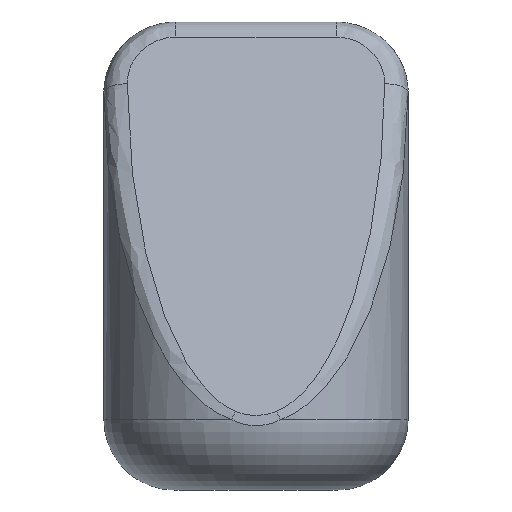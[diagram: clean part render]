
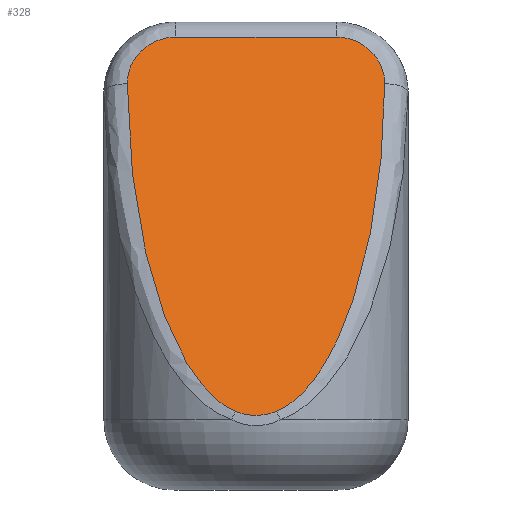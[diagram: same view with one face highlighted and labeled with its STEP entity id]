
A CAD part, front view. The second image highlights one B-rep face of the part: STEP entity #328.
In plain terms, the highlighted planar face has unit normal (0, -0.934, 0.357).
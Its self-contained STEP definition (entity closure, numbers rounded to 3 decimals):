
#2 = CARTESIAN_POINT ( 'NONE',  ( 10., 0., 20. ) ) ;
#8 = ORIENTED_EDGE ( 'NONE', *, *, #704, .T. ) ;
#12 = EDGE_CURVE ( 'NONE', #165, #395, #290, .T. ) ;
#15 =( BOUNDED_CURVE ( )  B_SPLINE_CURVE ( 3, ( #676, #689, #516, #199 ),
 .UNSPECIFIED., .F., .T. ) 
 B_SPLINE_CURVE_WITH_KNOTS ( ( 4, 4 ),
 ( 4.726, 6.123 ),
 .UNSPECIFIED. ) 
 CURVE ( )  GEOMETRIC_REPRESENTATION_ITEM ( )  RATIONAL_B_SPLINE_CURVE ( ( 1., 0.844, 0.844, 1. ) ) 
 REPRESENTATION_ITEM ( '' )  );
#35 = CARTESIAN_POINT ( 'NONE',  ( 4.48, -0.35, 19.084 ) ) ;
#46 = CARTESIAN_POINT ( 'NONE',  ( -5.298, -0.676, 18.231 ) ) ;
#51 = ORIENTED_EDGE ( 'NONE', *, *, #598, .T. ) ;
#52 = CARTESIAN_POINT ( 'NONE',  ( 3.432, -0.246, 19.357 ) ) ;
#55 = VERTEX_POINT ( 'NONE', #579 ) ;
#57 = ORIENTED_EDGE ( 'NONE', *, *, #227, .T. ) ;
#61 = ORIENTED_EDGE ( 'NONE', *, *, #12, .T. ) ;
#64 = EDGE_LOOP ( 'NONE', ( #575, #61, #332, #8, #51, #57 ) ) ;
#67 = CARTESIAN_POINT ( 'NONE',  ( -0.74, -6.386, 3.299 ) ) ;
#70 = B_SPLINE_CURVE_WITH_KNOTS ( 'NONE', 3,
 ( #708, #651, #219, #439, #167, #104, #655, #259, #531, #35, #477, #638, #480, #154, #535, #52 ),
 .UNSPECIFIED., .F., .F.,
 ( 4, 2, 2, 2, 2, 2, 2, 4 ),
 ( 0., 0., 0.001, 0.002, 0.002, 0.002, 0.003, 0.003 ),
 .UNSPECIFIED. ) ;
#91 = CARTESIAN_POINT ( 'NONE',  ( -3.985, -0.267, 19.301 ) ) ;
#102 = CARTESIAN_POINT ( 'NONE',  ( -5.499, -1.011, 17.357 ) ) ;
#104 = CARTESIAN_POINT ( 'NONE',  ( 5.247, -0.631, 18.351 ) ) ;
#119 = EDGE_CURVE ( 'NONE', #236, #165, #15, .T. ) ;
#131 = DIRECTION ( 'NONE',  ( -1., 0., 0. ) ) ;
#143 = VERTEX_POINT ( 'NONE', #467 ) ;
#154 = CARTESIAN_POINT ( 'NONE',  ( 3.707, -0.251, 19.343 ) ) ;
#159 = CARTESIAN_POINT ( 'NONE',  ( -5.002, -0.511, 18.664 ) ) ;
#165 = VERTEX_POINT ( 'NONE', #592 ) ;
#167 = CARTESIAN_POINT ( 'NONE',  ( 5.398, -0.767, 17.994 ) ) ;
#168 = CARTESIAN_POINT ( 'NONE',  ( -4.483, -0.351, 19.082 ) ) ;
#185 = CARTESIAN_POINT ( 'NONE',  ( -0.151, -6.427, 3.191 ) ) ;
#199 = CARTESIAN_POINT ( 'NONE',  ( -0.878, -6.363, 3.357 ) ) ;
#214 = CARTESIAN_POINT ( 'NONE',  ( -5.437, -0.816, 17.866 ) ) ;
#219 = CARTESIAN_POINT ( 'NONE',  ( 5.488, -0.912, 17.615 ) ) ;
#221 = CARTESIAN_POINT ( 'NONE',  ( 5.499, -1.011, 17.357 ) ) ;
#224 = CARTESIAN_POINT ( 'NONE',  ( 3.636, -5.917, 4.524 ) ) ;
#227 = EDGE_CURVE ( 'NONE', #269, #236, #657, .T. ) ;
#231 = CARTESIAN_POINT ( 'NONE',  ( 0.878, -6.363, 3.357 ) ) ;
#236 = VERTEX_POINT ( 'NONE', #102 ) ;
#245 = CARTESIAN_POINT ( 'NONE',  ( 0.149, -6.427, 3.191 ) ) ;
#259 = CARTESIAN_POINT ( 'NONE',  ( 4.811, -0.439, 18.851 ) ) ;
#261 = CARTESIAN_POINT ( 'NONE',  ( -5.5, -0.961, 17.487 ) ) ;
#269 = VERTEX_POINT ( 'NONE', #669 ) ;
#272 = CARTESIAN_POINT ( 'NONE',  ( -5.488, -0.912, 17.615 ) ) ;
#276 = DIRECTION ( 'NONE',  ( 0., -0.357, -0.934 ) ) ;
#280 = CARTESIAN_POINT ( 'NONE',  ( 0.878, -6.363, 3.357 ) ) ;
#290 = B_SPLINE_CURVE_WITH_KNOTS ( 'NONE', 3,
 ( #466, #67, #299, #569, #185, #245, #616, #304, #295, #683 ),
 .UNSPECIFIED., .F., .F.,
 ( 4, 2, 2, 2, 4 ),
 ( 0., 0., 0.001, 0.001, 0.002 ),
 .UNSPECIFIED. ) ;
#295 = CARTESIAN_POINT ( 'NONE',  ( 0.74, -6.386, 3.299 ) ) ;
#299 = CARTESIAN_POINT ( 'NONE',  ( -0.597, -6.401, 3.258 ) ) ;
#304 = CARTESIAN_POINT ( 'NONE',  ( 0.594, -6.402, 3.258 ) ) ;
#324 = EDGE_CURVE ( 'NONE', #395, #143, #440, .T. ) ;
#328 = ADVANCED_FACE ( 'NONE', ( #446 ), #663, .T. ) ;
#332 = ORIENTED_EDGE ( 'NONE', *, *, #324, .T. ) ;
#375 = CARTESIAN_POINT ( 'NONE',  ( -5.235, -0.633, 18.345 ) ) ;
#382 = CARTESIAN_POINT ( 'NONE',  ( -4.708, -0.408, 18.934 ) ) ;
#394 = CARTESIAN_POINT ( 'NONE',  ( 5.461, -3.803, 10.053 ) ) ;
#395 = VERTEX_POINT ( 'NONE', #280 ) ;
#439 = CARTESIAN_POINT ( 'NONE',  ( 5.437, -0.815, 17.869 ) ) ;
#440 =( BOUNDED_CURVE ( )  B_SPLINE_CURVE ( 3, ( #231, #224, #394, #221 ),
 .UNSPECIFIED., .F., .F. ) 
 B_SPLINE_CURVE_WITH_KNOTS ( ( 4, 4 ),
 ( 0.16, 1.557 ),
 .UNSPECIFIED. ) 
 CURVE ( )  GEOMETRIC_REPRESENTATION_ITEM ( )  RATIONAL_B_SPLINE_CURVE ( ( 1., 0.844, 0.844, 1. ) ) 
 REPRESENTATION_ITEM ( '' )  );
#441 = DIRECTION ( 'NONE',  ( 0., -0.934, 0.357 ) ) ;
#446 = FACE_OUTER_BOUND ( 'NONE', #64, .T. ) ;
#458 = CARTESIAN_POINT ( 'NONE',  ( 10., -0.246, 19.357 ) ) ;
#466 = CARTESIAN_POINT ( 'NONE',  ( -0.878, -6.363, 3.357 ) ) ;
#467 = CARTESIAN_POINT ( 'NONE',  ( 5.499, -1.011, 17.357 ) ) ;
#477 = CARTESIAN_POINT ( 'NONE',  ( 4.361, -0.326, 19.147 ) ) ;
#480 = CARTESIAN_POINT ( 'NONE',  ( 3.975, -0.271, 19.29 ) ) ;
#489 = CARTESIAN_POINT ( 'NONE',  ( -4.361, -0.326, 19.146 ) ) ;
#491 = CARTESIAN_POINT ( 'NONE',  ( -5.499, -1.011, 17.357 ) ) ;
#516 = CARTESIAN_POINT ( 'NONE',  ( -3.636, -5.917, 4.524 ) ) ;
#531 = CARTESIAN_POINT ( 'NONE',  ( 4.706, -0.407, 18.936 ) ) ;
#535 = CARTESIAN_POINT ( 'NONE',  ( 3.571, -0.246, 19.357 ) ) ;
#543 = CARTESIAN_POINT ( 'NONE',  ( -5.088, -0.55, 18.561 ) ) ;
#569 = CARTESIAN_POINT ( 'NONE',  ( -0.303, -6.422, 3.204 ) ) ;
#575 = ORIENTED_EDGE ( 'NONE', *, *, #119, .T. ) ;
#579 = CARTESIAN_POINT ( 'NONE',  ( 3.432, -0.246, 19.357 ) ) ;
#580 = LINE ( 'NONE', #458, #685 ) ;
#592 = CARTESIAN_POINT ( 'NONE',  ( -0.878, -6.363, 3.357 ) ) ;
#597 = CARTESIAN_POINT ( 'NONE',  ( -3.71, -0.246, 19.357 ) ) ;
#598 = EDGE_CURVE ( 'NONE', #55, #269, #580, .T. ) ;
#616 = CARTESIAN_POINT ( 'NONE',  ( 0.298, -6.422, 3.203 ) ) ;
#637 = CARTESIAN_POINT ( 'NONE',  ( -4.812, -0.44, 18.85 ) ) ;
#638 = CARTESIAN_POINT ( 'NONE',  ( 4.108, -0.287, 19.25 ) ) ;
#639 = AXIS2_PLACEMENT_3D ( 'NONE', #2, #441, #276 ) ;
#644 = CARTESIAN_POINT ( 'NONE',  ( -3.432, -0.246, 19.357 ) ) ;
#651 = CARTESIAN_POINT ( 'NONE',  ( 5.5, -0.961, 17.487 ) ) ;
#655 = CARTESIAN_POINT ( 'NONE',  ( 5.095, -0.546, 18.573 ) ) ;
#657 = B_SPLINE_CURVE_WITH_KNOTS ( 'NONE', 3,
 ( #644, #597, #91, #489, #168, #382, #637, #159, #543, #375, #46, #707, #214, #272, #261, #491 ),
 .UNSPECIFIED., .F., .F.,
 ( 4, 2, 2, 2, 2, 2, 2, 4 ),
 ( 0., 0.001, 0.001, 0.002, 0.002, 0.002, 0.003, 0.003 ),
 .UNSPECIFIED. ) ;
#663 = PLANE ( 'NONE',  #639 ) ;
#669 = CARTESIAN_POINT ( 'NONE',  ( -3.432, -0.246, 19.357 ) ) ;
#676 = CARTESIAN_POINT ( 'NONE',  ( -5.499, -1.011, 17.357 ) ) ;
#683 = CARTESIAN_POINT ( 'NONE',  ( 0.878, -6.363, 3.357 ) ) ;
#685 = VECTOR ( 'NONE', #131, 1000. ) ;
#689 = CARTESIAN_POINT ( 'NONE',  ( -5.461, -3.803, 10.053 ) ) ;
#704 = EDGE_CURVE ( 'NONE', #143, #55, #70, .T. ) ;
#707 = CARTESIAN_POINT ( 'NONE',  ( -5.399, -0.768, 17.991 ) ) ;
#708 = CARTESIAN_POINT ( 'NONE',  ( 5.499, -1.011, 17.357 ) ) ;
